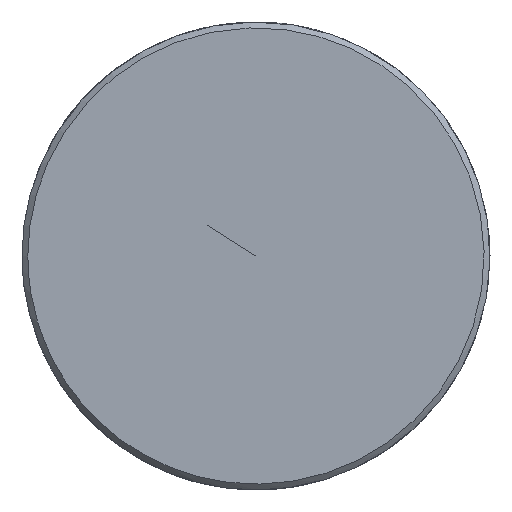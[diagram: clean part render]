
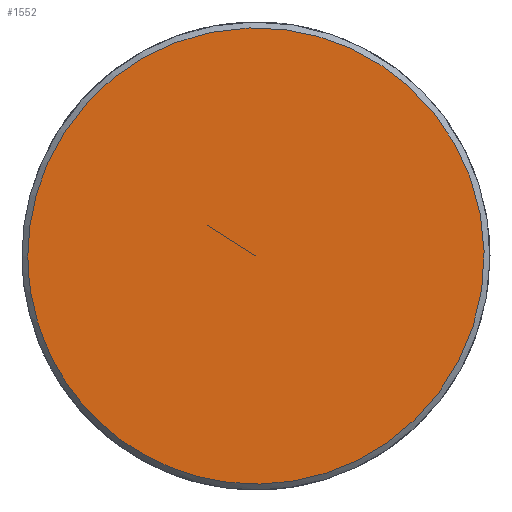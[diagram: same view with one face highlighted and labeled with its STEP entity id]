
A CAD part, left-side view. The second image highlights one B-rep face of the part: STEP entity #1552.
In plain terms, the highlighted free-form (B-spline) face has degree [5, 1] with [6, 2] control points.
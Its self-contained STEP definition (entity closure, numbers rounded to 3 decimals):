
#1480 = CARTESIAN_POINT ('', (-127., 9.75, 0.));
#1481 = VERTEX_POINT ('', #1480);
#1489 = CARTESIAN_POINT ('', (-127., 9.75, 0.));
#1490 = CARTESIAN_POINT ('', (-127., 9.75, 39.));
#1491 = CARTESIAN_POINT ('', (-127., -29.25, 19.5));
#1492 = CARTESIAN_POINT ('', (-127., -29.25, -19.5));
#1493 = CARTESIAN_POINT ('', (-127., 9.75, -39.));
#1494 = CARTESIAN_POINT ('', (-127., 9.75, 0.));
#1495 = (
   BOUNDED_CURVE ()
   B_SPLINE_CURVE (5, (#1489, #1490, #1491, #1492, #1493, #1494), .UNSPECIFIED., .T., .U.)
   B_SPLINE_CURVE_WITH_KNOTS ((6, 6), (0., 1.), .UNSPECIFIED.)
   CURVE ()
   GEOMETRIC_REPRESENTATION_ITEM ()
   RATIONAL_B_SPLINE_CURVE ((5., 1., 1., 1., 1., 5.))
   REPRESENTATION_ITEM ('')
);
#1496 = EDGE_CURVE ('', #1481, #1481, #1495, .T.);
#1528 = CARTESIAN_POINT ('', (-127., 0., 0.));
#1529 = VERTEX_POINT ('', #1528);
#1530 = CARTESIAN_POINT ('', (-127., 0., 0.));
#1531 = CARTESIAN_POINT ('', (-127., 9.75, 0.));
#1532 = B_SPLINE_CURVE_WITH_KNOTS ('', 1, (#1530, #1531), .UNSPECIFIED., .F., .U., (2, 2), (0., 1.), .UNSPECIFIED.);
#1533 = EDGE_CURVE ('', #1529, #1481, #1532, .T.);
#1534 = ORIENTED_EDGE ('', *, *, #1533, .F.);
#1535 = ORIENTED_EDGE ('', *, *, #1533, .T.);
#1536 = ORIENTED_EDGE ('', *, *, #1496, .F.);
#1537 = EDGE_LOOP ('', (#1534, #1535, #1536));
#1538 = FACE_OUTER_BOUND ('', #1537, .T.);
#1539 = CARTESIAN_POINT ('', (-127., 0., 0.));
#1540 = CARTESIAN_POINT ('', (-127., 9.75, 0.));
#1541 = CARTESIAN_POINT ('', (-127., 0., 0.));
#1542 = CARTESIAN_POINT ('', (-127., 9.75, 39.));
#1543 = CARTESIAN_POINT ('', (-127., 0., 0.));
#1544 = CARTESIAN_POINT ('', (-127., -29.25, 19.5));
#1545 = CARTESIAN_POINT ('', (-127., 0., 0.));
#1546 = CARTESIAN_POINT ('', (-127., -29.25, -19.5));
#1547 = CARTESIAN_POINT ('', (-127., 0., 0.));
#1548 = CARTESIAN_POINT ('', (-127., 9.75, -39.));
#1549 = CARTESIAN_POINT ('', (-127., 0., 0.));
#1550 = CARTESIAN_POINT ('', (-127., 9.75, 0.));
#1551 = (
   BOUNDED_SURFACE ()
   B_SPLINE_SURFACE (5, 1, ((#1539, #1540), (#1541, #1542), (#1543, #1544), (#1545, #1546), (#1547, #1548), (#1549, #1550)), .UNSPECIFIED., .T., .F., .U.)
   B_SPLINE_SURFACE_WITH_KNOTS ((6, 6), (2, 2), (0., 1.), (0., 1.), .UNSPECIFIED.)
   SURFACE ()
   GEOMETRIC_REPRESENTATION_ITEM ()
   RATIONAL_B_SPLINE_SURFACE (((5., 5.), (1., 1.), (1., 1.), (1., 1.), (1., 1.), (5., 5.)))
   REPRESENTATION_ITEM ('')
);
#1552 = ADVANCED_FACE ('', (#1538), #1551, .T.);
